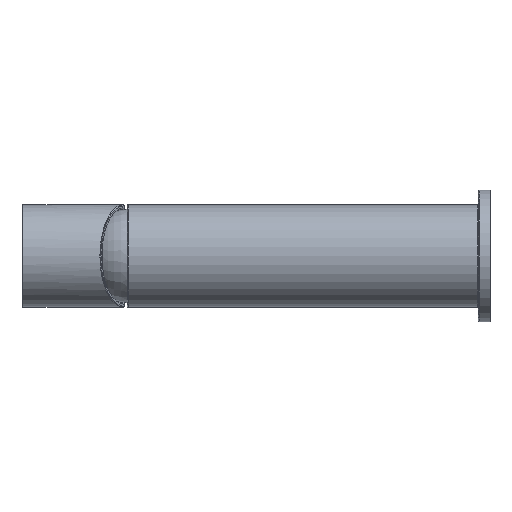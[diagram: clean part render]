
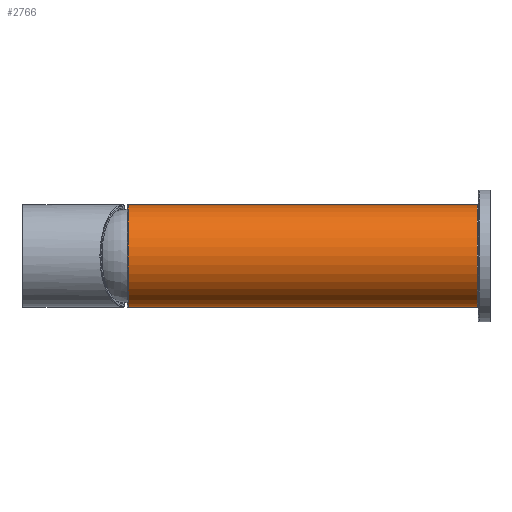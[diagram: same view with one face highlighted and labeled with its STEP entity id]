
A CAD part, left-side view. The second image highlights one B-rep face of the part: STEP entity #2766.
In plain terms, the highlighted cylindrical face has radius 17.5 mm (diameter 35 mm), a partial arc.
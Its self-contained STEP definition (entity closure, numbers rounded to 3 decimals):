
#645 = EDGE_CURVE ( 'NONE', #1673, #10218, #11110, .T. ) ;
#803 = EDGE_LOOP ( 'NONE', ( #4949, #6359, #5455, #10838 ) ) ;
#1212 = CARTESIAN_POINT ( 'NONE',  ( 0., 0.3, 17.5 ) ) ;
#1673 = VERTEX_POINT ( 'NONE', #9042 ) ;
#1813 = EDGE_CURVE ( 'NONE', #10360, #1673, #5768, .T. ) ;
#2556 = VECTOR ( 'NONE', #7481, 1000. ) ;
#2580 = CIRCLE ( 'NONE', #10443, 17.5 ) ;
#2672 = AXIS2_PLACEMENT_3D ( 'NONE', #8827, #3614, #5316 ) ;
#2736 = VERTEX_POINT ( 'NONE', #7225 ) ;
#2766 = ADVANCED_FACE ( 'NONE', ( #6480 ), #4640, .T. ) ;
#3108 = LINE ( 'NONE', #6608, #3572 ) ;
#3233 = DIRECTION ( 'NONE',  ( 0., 1., 0. ) ) ;
#3535 = EDGE_CURVE ( 'NONE', #2736, #10218, #3108, .T. ) ;
#3572 = VECTOR ( 'NONE', #5693, 1000. ) ;
#3614 = DIRECTION ( 'NONE',  ( 0., -1., 0. ) ) ;
#4091 = DIRECTION ( 'NONE',  ( 0., 0., 1. ) ) ;
#4170 = CARTESIAN_POINT ( 'NONE',  ( 0., 119.7, -17.5 ) ) ;
#4318 = DIRECTION ( 'NONE',  ( 0., 0., 1. ) ) ;
#4640 = CYLINDRICAL_SURFACE ( 'NONE', #2672, 17.5 ) ;
#4949 = ORIENTED_EDGE ( 'NONE', *, *, #3535, .F. ) ;
#5316 = DIRECTION ( 'NONE',  ( 0., 0., -1. ) ) ;
#5455 = ORIENTED_EDGE ( 'NONE', *, *, #1813, .T. ) ;
#5693 = DIRECTION ( 'NONE',  ( 0., -1., 0. ) ) ;
#5768 = LINE ( 'NONE', #8408, #2556 ) ;
#6359 = ORIENTED_EDGE ( 'NONE', *, *, #9466, .T. ) ;
#6480 = FACE_OUTER_BOUND ( 'NONE', #803, .T. ) ;
#6608 = CARTESIAN_POINT ( 'NONE',  ( 0., 120., 17.5 ) ) ;
#7225 = CARTESIAN_POINT ( 'NONE',  ( 0., 119.7, 17.5 ) ) ;
#7481 = DIRECTION ( 'NONE',  ( 0., -1., 0. ) ) ;
#8408 = CARTESIAN_POINT ( 'NONE',  ( 0., 120., -17.5 ) ) ;
#8451 = DIRECTION ( 'NONE',  ( 0., -1., 0. ) ) ;
#8827 = CARTESIAN_POINT ( 'NONE',  ( 0., 120., 0. ) ) ;
#9042 = CARTESIAN_POINT ( 'NONE',  ( 0., 0.3, -17.5 ) ) ;
#9109 = AXIS2_PLACEMENT_3D ( 'NONE', #10335, #3233, #4318 ) ;
#9208 = CARTESIAN_POINT ( 'NONE',  ( 0., 119.7, 0. ) ) ;
#9466 = EDGE_CURVE ( 'NONE', #2736, #10360, #2580, .T. ) ;
#10218 = VERTEX_POINT ( 'NONE', #1212 ) ;
#10335 = CARTESIAN_POINT ( 'NONE',  ( 0., 0.3, 0. ) ) ;
#10360 = VERTEX_POINT ( 'NONE', #4170 ) ;
#10443 = AXIS2_PLACEMENT_3D ( 'NONE', #9208, #8451, #4091 ) ;
#10838 = ORIENTED_EDGE ( 'NONE', *, *, #645, .T. ) ;
#11110 = CIRCLE ( 'NONE', #9109, 17.5 ) ;
